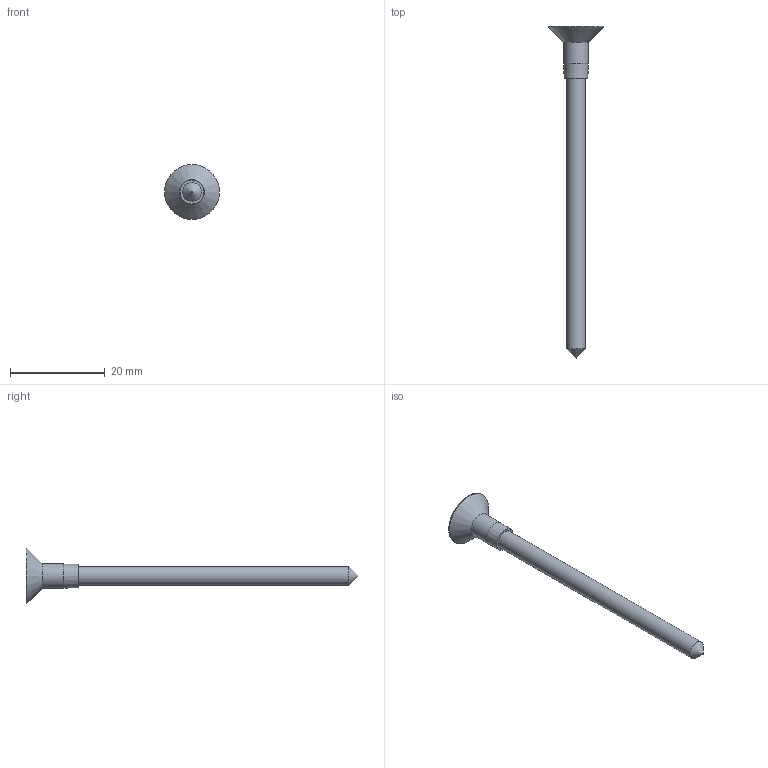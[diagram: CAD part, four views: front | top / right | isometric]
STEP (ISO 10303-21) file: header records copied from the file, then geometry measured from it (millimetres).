
FILE_DESCRIPTION (( 'STEP AP203' ), '1' );
FILE_NAME ('58355-240-70.STEP', '2020-01-23T14:16:19', ( '' ), ( '' ), 'SwSTEP 2.0', 'SolidWorks 2015', '' );
FILE_SCHEMA (( 'CONFIG_CONTROL_DESIGN' ));
Length unit declared in the file: millimetre
Products named in the file (2): 58355-240-70
Bounding box: 11.6 x 70 x 11.6 mm (x, y, z)
Volume: 1047.4 mm3; surface area: 1135.4 mm2
Topology: 1 solids, 21 shells, 311 faces, 773 edges, 516 vertices
Faces by surface type: bspline 127, plane 117, cone 64, cylinder 3
Full cylindrical faces by diameter (mm): 4 x1, 5.2 x1, 11.6 x1
Entity records: 15992 total; most frequent: CARTESIAN_POINT 9867, ORIENTED_EDGE 1522, EDGE_CURVE 761, DIRECTION 693, VERTEX_POINT 508, B_SPLINE_CURVE_WITH_KNOTS 446, EDGE_LOOP 327, FACE_OUTER_BOUND 294
